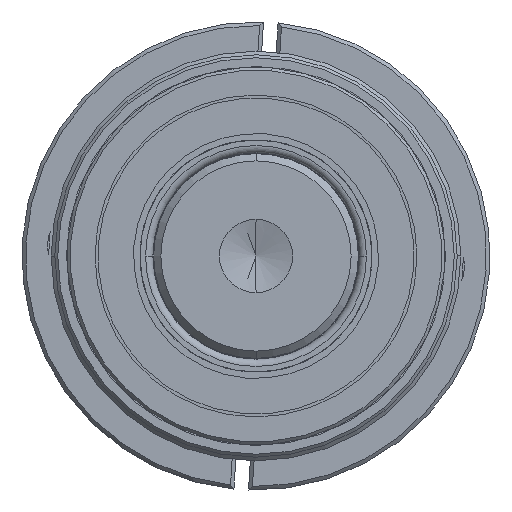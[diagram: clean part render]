
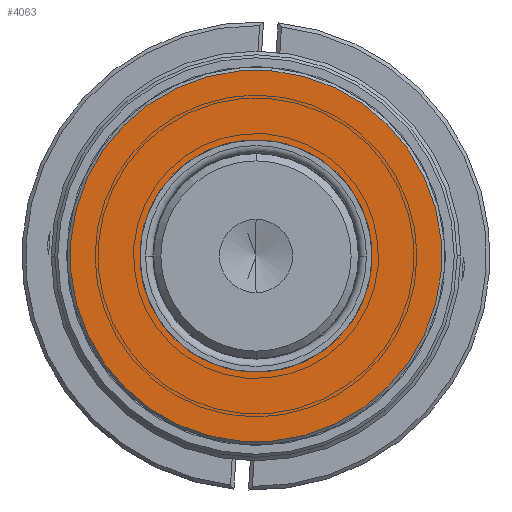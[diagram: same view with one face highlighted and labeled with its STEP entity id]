
A CAD part, front view. The second image highlights one B-rep face of the part: STEP entity #4063.
In plain terms, the highlighted planar face has unit normal (0, -1, 0).
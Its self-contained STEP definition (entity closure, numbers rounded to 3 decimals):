
#81 = ORIENTED_EDGE ( 'NONE', *, *, #3412, .F. ) ;
#83 = CIRCLE ( 'NONE', #4263, 12.7 ) ;
#119 = VERTEX_POINT ( 'NONE', #2320 ) ;
#367 = CARTESIAN_POINT ( 'NONE',  ( 0., -2.26, 0. ) ) ;
#438 = DIRECTION ( 'NONE',  ( 0., 0., -1. ) ) ;
#1638 = EDGE_LOOP ( 'NONE', ( #7731, #81 ) ) ;
#1743 = DIRECTION ( 'NONE',  ( 0., 0., -1. ) ) ;
#1781 = PLANE ( 'NONE',  #6961 ) ;
#2232 = EDGE_LOOP ( 'NONE', ( #6480, #9405 ) ) ;
#2320 = CARTESIAN_POINT ( 'NONE',  ( 0., -2.26, -12.7 ) ) ;
#2689 = DIRECTION ( 'NONE',  ( 0., -1., 0. ) ) ;
#3145 = EDGE_CURVE ( 'NONE', #119, #4330, #83, .T. ) ;
#3205 = DIRECTION ( 'NONE',  ( 0., -1., 0. ) ) ;
#3412 = EDGE_CURVE ( 'NONE', #3753, #4041, #9288, .T. ) ;
#3435 = DIRECTION ( 'NONE',  ( 0., 0., -1. ) ) ;
#3555 = CARTESIAN_POINT ( 'NONE',  ( 0., -2.26, 0. ) ) ;
#3753 = VERTEX_POINT ( 'NONE', #9671 ) ;
#3817 = DIRECTION ( 'NONE',  ( 0., 0., -1. ) ) ;
#4004 = CARTESIAN_POINT ( 'NONE',  ( 0., -2.26, 0. ) ) ;
#4041 = VERTEX_POINT ( 'NONE', #9463 ) ;
#4063 = ADVANCED_FACE ( 'NONE', ( #8705, #4095 ), #1781, .F. ) ;
#4066 = CIRCLE ( 'NONE', #5362, 12.7 ) ;
#4095 = FACE_OUTER_BOUND ( 'NONE', #2232, .T. ) ;
#4114 = EDGE_CURVE ( 'NONE', #4041, #3753, #9239, .T. ) ;
#4263 = AXIS2_PLACEMENT_3D ( 'NONE', #7569, #9142, #3817 ) ;
#4330 = VERTEX_POINT ( 'NONE', #6772 ) ;
#4855 = CARTESIAN_POINT ( 'NONE',  ( -12.7, -2.26, 0. ) ) ;
#4918 = AXIS2_PLACEMENT_3D ( 'NONE', #3555, #5800, #438 ) ;
#5362 = AXIS2_PLACEMENT_3D ( 'NONE', #4004, #3205, #1743 ) ;
#5495 = EDGE_CURVE ( 'NONE', #4330, #119, #4066, .T. ) ;
#5800 = DIRECTION ( 'NONE',  ( 0., -1., 0. ) ) ;
#6480 = ORIENTED_EDGE ( 'NONE', *, *, #5495, .T. ) ;
#6772 = CARTESIAN_POINT ( 'NONE',  ( 0., -2.26, 12.7 ) ) ;
#6961 = AXIS2_PLACEMENT_3D ( 'NONE', #4855, #7947, #9516 ) ;
#7569 = CARTESIAN_POINT ( 'NONE',  ( 0., -2.26, 0. ) ) ;
#7731 = ORIENTED_EDGE ( 'NONE', *, *, #4114, .F. ) ;
#7947 = DIRECTION ( 'NONE',  ( 0., 1., 0. ) ) ;
#8254 = AXIS2_PLACEMENT_3D ( 'NONE', #367, #2689, #3435 ) ;
#8705 = FACE_BOUND ( 'NONE', #1638, .T. ) ;
#9142 = DIRECTION ( 'NONE',  ( 0., -1., 0. ) ) ;
#9239 = CIRCLE ( 'NONE', #8254, 7.95 ) ;
#9288 = CIRCLE ( 'NONE', #4918, 7.95 ) ;
#9405 = ORIENTED_EDGE ( 'NONE', *, *, #3145, .T. ) ;
#9463 = CARTESIAN_POINT ( 'NONE',  ( 0., -2.26, -7.95 ) ) ;
#9516 = DIRECTION ( 'NONE',  ( 0., 0., 1. ) ) ;
#9671 = CARTESIAN_POINT ( 'NONE',  ( 0., -2.26, 7.95 ) ) ;
